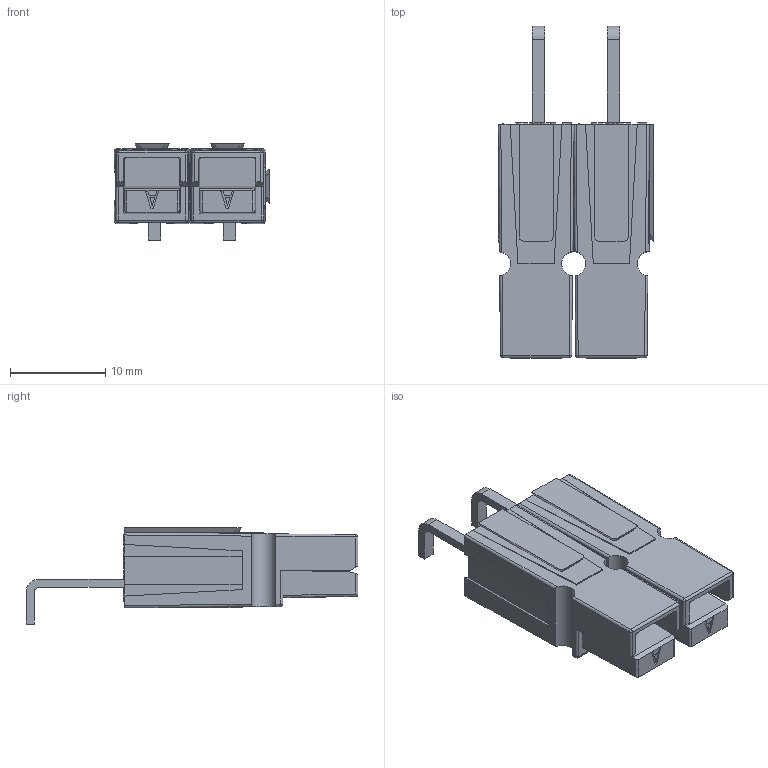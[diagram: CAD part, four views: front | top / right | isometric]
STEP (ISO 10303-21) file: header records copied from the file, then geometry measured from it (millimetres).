
FILE_DESCRIPTION(/* description */ (''),/* implementation_level */ '2;1');
FILE_NAME(/* name */ 'Powerpole_Anderson_PP30-with-1377G2-PCB-Mount-25A.step',/* time_stamp */ '2019-09-05T23:11:35+01:00',/* author */ (''),/* organization */ (''),/* preprocessor_version */ 'ST-DEVELOPER v18',/* originating_system */ 'Autodesk Translation Framework v8.6.0.1094',/* authorisation */ '');
FILE_SCHEMA (('AUTOMOTIVE_DESIGN { 1 0 10303 214 3 1 1 }'));
Length unit declared in the file: millimetre
Products named in the file (4): Untitled; Powerpole_Anderson_PP30; Powerpole_Anderson_PP30_Black; Powerpole_Anderson_1377G2
Assembly tree (4 placements, depth 2):
  Untitled
    Powerpole_Anderson_PP30
    Powerpole_Anderson_PP30_Black
    Powerpole_Anderson_1377G2  x2
Bounding box: 16.33 x 34.92 x 10.1 mm (x, y, z)
Volume: 2397.9 mm3; surface area: 2346.2 mm2
Topology: 4 solids, 4 shells, 588 faces, 1554 edges, 1012 vertices
Faces by surface type: plane 414, bspline 108, cylinder 58, sphere 8
Full cylindrical faces by diameter (mm): 0.127 x2
Entity records: 24945 total; most frequent: CARTESIAN_POINT 11220, ORIENTED_EDGE 3044, DIRECTION 2346, EDGE_CURVE 1522, LINE 1190, VECTOR 1190, VERTEX_POINT 996, EDGE_LOOP 624
